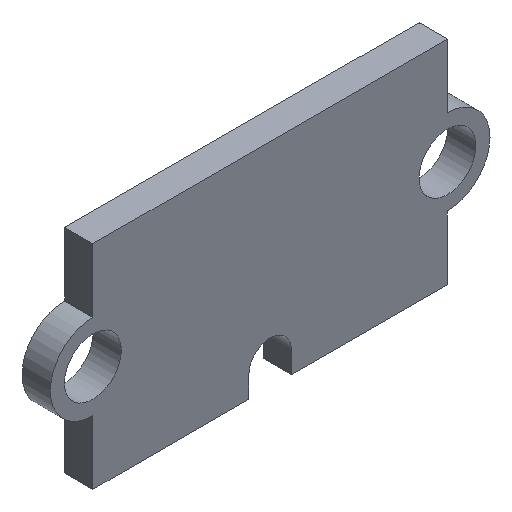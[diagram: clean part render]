
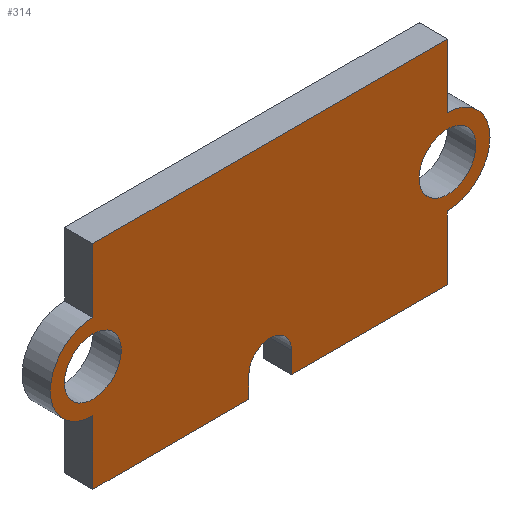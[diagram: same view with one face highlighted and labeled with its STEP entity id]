
A CAD part, isometric view. The second image highlights one B-rep face of the part: STEP entity #314.
In plain terms, the highlighted planar face has unit normal (0, -1, 0).
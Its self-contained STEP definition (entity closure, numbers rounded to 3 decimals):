
#17=FACE_BOUND('',#64,.T.);
#18=FACE_BOUND('',#65,.T.);
#29=PLANE('',#354);
#45=FACE_OUTER_BOUND('',#63,.T.);
#63=EDGE_LOOP('',(#280,#281,#282,#283,#284,#285,#286,#287,#288,#289,#290,
#291));
#64=EDGE_LOOP('',(#292));
#65=EDGE_LOOP('',(#293));
#68=LINE('',#457,#100);
#72=LINE('',#465,#104);
#75=LINE('',#471,#107);
#79=LINE('',#483,#111);
#82=LINE('',#489,#114);
#85=LINE('',#495,#117);
#89=LINE('',#507,#121);
#92=LINE('',#513,#124);
#95=LINE('',#519,#127);
#100=VECTOR('',#373,10.);
#104=VECTOR('',#379,10.);
#107=VECTOR('',#384,10.);
#111=VECTOR('',#396,10.);
#114=VECTOR('',#401,10.);
#117=VECTOR('',#406,10.);
#121=VECTOR('',#418,10.);
#124=VECTOR('',#423,10.);
#127=VECTOR('',#428,10.);
#131=CIRCLE('',#331,2.);
#133=CIRCLE('',#334,2.);
#134=CIRCLE('',#339,1.5);
#136=CIRCLE('',#345,3.);
#138=CIRCLE('',#351,3.);
#141=VERTEX_POINT('',#445);
#143=VERTEX_POINT('',#451);
#144=VERTEX_POINT('',#455);
#145=VERTEX_POINT('',#456);
#148=VERTEX_POINT('',#464);
#150=VERTEX_POINT('',#470);
#152=VERTEX_POINT('',#476);
#154=VERTEX_POINT('',#482);
#156=VERTEX_POINT('',#488);
#158=VERTEX_POINT('',#494);
#160=VERTEX_POINT('',#500);
#162=VERTEX_POINT('',#506);
#164=VERTEX_POINT('',#512);
#166=VERTEX_POINT('',#518);
#170=EDGE_CURVE('',#141,#141,#131,.T.);
#173=EDGE_CURVE('',#143,#143,#133,.T.);
#174=EDGE_CURVE('',#144,#145,#68,.T.);
#178=EDGE_CURVE('',#145,#148,#72,.T.);
#181=EDGE_CURVE('',#150,#148,#75,.T.);
#184=EDGE_CURVE('',#150,#152,#134,.T.);
#187=EDGE_CURVE('',#152,#154,#79,.T.);
#190=EDGE_CURVE('',#154,#156,#82,.T.);
#193=EDGE_CURVE('',#156,#158,#85,.T.);
#196=EDGE_CURVE('',#160,#158,#136,.T.);
#199=EDGE_CURVE('',#160,#162,#89,.T.);
#202=EDGE_CURVE('',#162,#164,#92,.T.);
#205=EDGE_CURVE('',#164,#166,#95,.T.);
#208=EDGE_CURVE('',#144,#166,#138,.T.);
#280=ORIENTED_EDGE('',*,*,#208,.F.);
#281=ORIENTED_EDGE('',*,*,#174,.T.);
#282=ORIENTED_EDGE('',*,*,#178,.T.);
#283=ORIENTED_EDGE('',*,*,#181,.F.);
#284=ORIENTED_EDGE('',*,*,#184,.T.);
#285=ORIENTED_EDGE('',*,*,#187,.T.);
#286=ORIENTED_EDGE('',*,*,#190,.T.);
#287=ORIENTED_EDGE('',*,*,#193,.T.);
#288=ORIENTED_EDGE('',*,*,#196,.F.);
#289=ORIENTED_EDGE('',*,*,#199,.T.);
#290=ORIENTED_EDGE('',*,*,#202,.T.);
#291=ORIENTED_EDGE('',*,*,#205,.T.);
#292=ORIENTED_EDGE('',*,*,#173,.F.);
#293=ORIENTED_EDGE('',*,*,#170,.F.);
#314=ADVANCED_FACE('',(#45,#17,#18),#29,.F.);
#331=AXIS2_PLACEMENT_3D('',#447,#362,#363);
#334=AXIS2_PLACEMENT_3D('',#453,#369,#370);
#339=AXIS2_PLACEMENT_3D('',#477,#389,#390);
#345=AXIS2_PLACEMENT_3D('',#501,#411,#412);
#351=AXIS2_PLACEMENT_3D('',#524,#433,#434);
#354=AXIS2_PLACEMENT_3D('',#527,#439,#440);
#362=DIRECTION('center_axis',(0.,-1.,0.));
#363=DIRECTION('ref_axis',(-1.,0.,0.));
#369=DIRECTION('center_axis',(0.,-1.,0.));
#370=DIRECTION('ref_axis',(-1.,0.,0.));
#373=DIRECTION('',(0.,0.,-1.));
#379=DIRECTION('',(1.,0.,0.));
#384=DIRECTION('',(0.,0.,-1.));
#389=DIRECTION('center_axis',(0.,1.,0.));
#390=DIRECTION('ref_axis',(-1.,0.,0.));
#396=DIRECTION('',(0.,0.,-1.));
#401=DIRECTION('',(1.,0.,0.));
#406=DIRECTION('',(0.,0.,1.));
#411=DIRECTION('center_axis',(0.,1.,0.));
#412=DIRECTION('ref_axis',(0.,0.,1.));
#418=DIRECTION('',(0.,0.,1.));
#423=DIRECTION('',(-1.,0.,0.));
#428=DIRECTION('',(0.,0.,-1.));
#433=DIRECTION('center_axis',(0.,1.,0.));
#434=DIRECTION('ref_axis',(0.,0.,-1.));
#439=DIRECTION('center_axis',(0.,1.,0.));
#440=DIRECTION('ref_axis',(-1.,0.,0.));
#445=CARTESIAN_POINT('',(-10.5,133.,110.));
#447=CARTESIAN_POINT('Origin',(-12.5,133.,110.));
#451=CARTESIAN_POINT('',(-35.5,133.,110.));
#453=CARTESIAN_POINT('Origin',(-37.5,133.,110.));
#455=CARTESIAN_POINT('',(-37.5,133.,107.));
#456=CARTESIAN_POINT('',(-37.5,133.,102.5));
#457=CARTESIAN_POINT('',(-37.5,133.,107.));
#464=CARTESIAN_POINT('',(-26.5,133.,102.5));
#465=CARTESIAN_POINT('',(-37.5,133.,102.5));
#470=CARTESIAN_POINT('',(-26.5,133.,104.));
#471=CARTESIAN_POINT('',(-26.5,133.,104.));
#476=CARTESIAN_POINT('',(-23.5,133.,103.998));
#477=CARTESIAN_POINT('Origin',(-25.,133.,104.));
#482=CARTESIAN_POINT('',(-23.5,133.,102.5));
#483=CARTESIAN_POINT('',(-23.5,133.,104.));
#488=CARTESIAN_POINT('',(-12.5,133.,102.5));
#489=CARTESIAN_POINT('',(-37.5,133.,102.5));
#494=CARTESIAN_POINT('',(-12.5,133.,107.));
#495=CARTESIAN_POINT('',(-12.5,133.,102.5));
#500=CARTESIAN_POINT('',(-12.5,133.,113.));
#501=CARTESIAN_POINT('Origin',(-12.5,133.,110.));
#506=CARTESIAN_POINT('',(-12.5,133.,117.5));
#507=CARTESIAN_POINT('',(-12.5,133.,113.));
#512=CARTESIAN_POINT('',(-37.5,133.,117.5));
#513=CARTESIAN_POINT('',(-12.5,133.,117.5));
#518=CARTESIAN_POINT('',(-37.5,133.,113.));
#519=CARTESIAN_POINT('',(-37.5,133.,117.5));
#524=CARTESIAN_POINT('Origin',(-37.5,133.,110.));
#527=CARTESIAN_POINT('Origin',(-25.,133.,110.));
